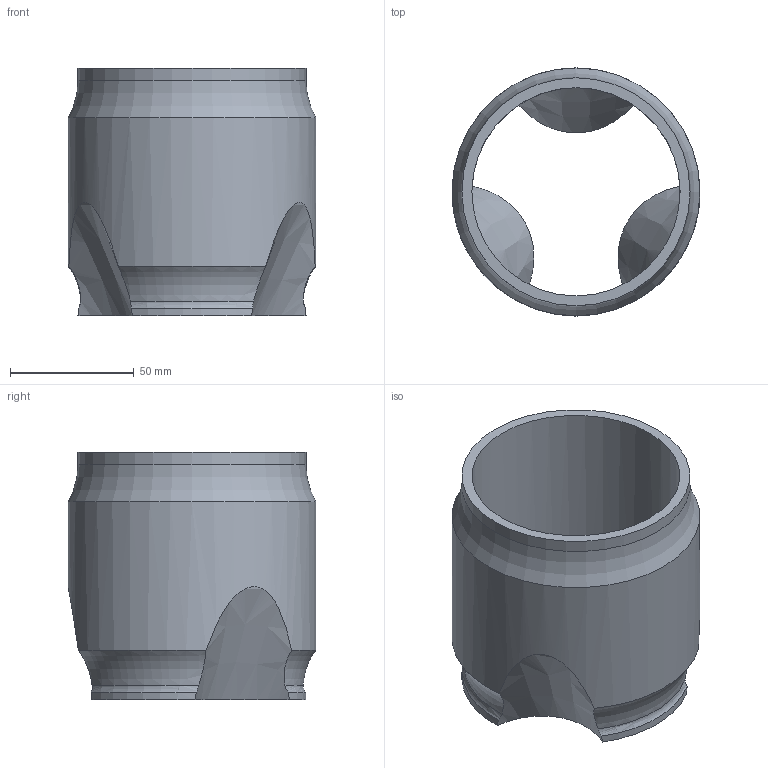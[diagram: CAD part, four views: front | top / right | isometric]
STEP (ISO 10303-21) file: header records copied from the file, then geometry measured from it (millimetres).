
FILE_DESCRIPTION(/* description */ (''),/* implementation_level */ '2;1');
FILE_NAME(/* name */ '50mm Chimney Module.step',/* time_stamp */ '2023-10-30T15:56:46+11:00',/* author */ (''),/* organization */ (''),/* preprocessor_version */ 'ST-DEVELOPER v20',/* originating_system */ 'Autodesk Translation Framework v12.14.0.127',/* authorisation */ '');
FILE_SCHEMA (('AUTOMOTIVE_DESIGN { 1 0 10303 214 3 1 1 }'));
Length unit declared in the file: millimetre
Products named in the file (1): 50mm Chimney Module
Bounding box: 100 x 100 x 100 mm (x, y, z)
Volume: 185518.9 mm3; surface area: 60958.9 mm2
Topology: 1 solids, 1 shells, 21 faces, 59 edges, 40 vertices
Faces by surface type: torus 7, cone 6, cylinder 6, plane 2
Full cylindrical faces by diameter (mm): 84 x1, 92 x1, 100 x1
Entity records: 934 total; most frequent: CARTESIAN_POINT 377, ORIENTED_EDGE 118, DIRECTION 103, EDGE_CURVE 59, AXIS2_PLACEMENT_3D 50, VERTEX_POINT 40, B_SPLINE_CURVE_WITH_KNOTS 28, EDGE_LOOP 23
